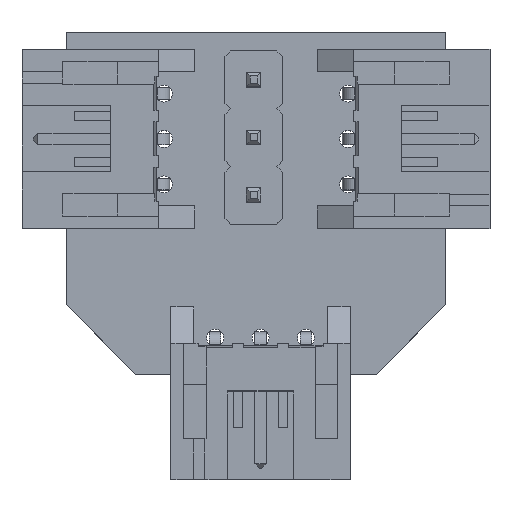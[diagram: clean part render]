
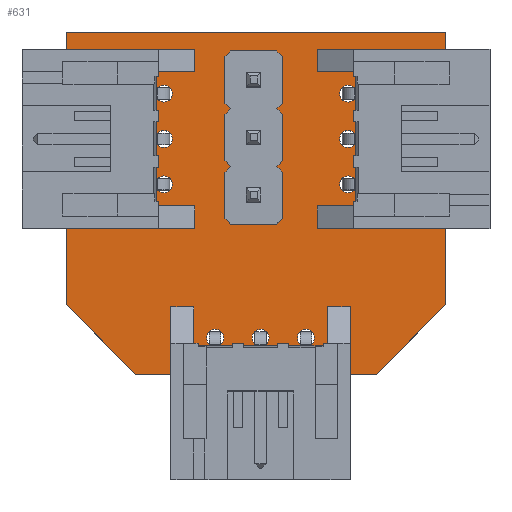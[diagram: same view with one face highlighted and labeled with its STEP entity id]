
A CAD part, top view. The second image highlights one B-rep face of the part: STEP entity #631.
In plain terms, the highlighted planar face has unit normal (0, 0, 1).
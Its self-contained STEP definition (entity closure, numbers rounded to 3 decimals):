
#54 = VERTEX_POINT('',#55);
#55 = CARTESIAN_POINT('',(146.7,-92.,0.));
#72 = VERTEX_POINT('',#73);
#73 = CARTESIAN_POINT('',(143.65,-95.05,0.));
#79 = EDGE_CURVE('',#54,#72,#80,.T.);
#80 = LINE('',#81,#82);
#81 = CARTESIAN_POINT('',(146.7,-92.,0.));
#82 = VECTOR('',#83,1.);
#83 = DIRECTION('',(-0.707,-0.707,0.));
#94 = VERTEX_POINT('',#95);
#95 = CARTESIAN_POINT('',(146.7,-80.,0.));
#110 = EDGE_CURVE('',#94,#54,#111,.T.);
#111 = LINE('',#112,#113);
#112 = CARTESIAN_POINT('',(146.7,-80.,0.));
#113 = VECTOR('',#114,1.);
#114 = DIRECTION('',(0.,-1.,0.));
#134 = VERTEX_POINT('',#135);
#135 = CARTESIAN_POINT('',(133.05,-95.05,0.));
#141 = EDGE_CURVE('',#72,#134,#142,.T.);
#142 = LINE('',#143,#144);
#143 = CARTESIAN_POINT('',(143.65,-95.05,0.));
#144 = VECTOR('',#145,1.);
#145 = DIRECTION('',(-1.,0.,0.));
#156 = VERTEX_POINT('',#157);
#157 = CARTESIAN_POINT('',(130.,-80.,0.));
#172 = EDGE_CURVE('',#156,#94,#173,.T.);
#173 = LINE('',#174,#175);
#174 = CARTESIAN_POINT('',(130.,-80.,0.));
#175 = VECTOR('',#176,1.);
#176 = DIRECTION('',(1.,0.,0.));
#187 = VERTEX_POINT('',#188);
#188 = CARTESIAN_POINT('',(130.,-92.,0.));
#203 = EDGE_CURVE('',#187,#134,#204,.T.);
#204 = LINE('',#205,#206);
#205 = CARTESIAN_POINT('',(130.,-92.,0.));
#206 = VECTOR('',#207,1.);
#207 = DIRECTION('',(0.707,-0.707,0.));
#225 = EDGE_CURVE('',#187,#156,#226,.T.);
#226 = LINE('',#227,#228);
#227 = CARTESIAN_POINT('',(130.,-92.,0.));
#228 = VECTOR('',#229,1.);
#229 = DIRECTION('',(0.,1.,0.));
#240 = VERTEX_POINT('',#241);
#241 = CARTESIAN_POINT('',(140.925,-93.45,0.));
#257 = EDGE_CURVE('',#240,#240,#258,.T.);
#258 = CIRCLE('',#259,0.375);
#259 = AXIS2_PLACEMENT_3D('',#260,#261,#262);
#260 = CARTESIAN_POINT('',(140.55,-93.45,0.));
#261 = DIRECTION('',(0.,0.,1.));
#262 = DIRECTION('',(1.,0.,-0.));
#273 = VERTEX_POINT('',#274);
#274 = CARTESIAN_POINT('',(138.925,-93.45,0.));
#290 = EDGE_CURVE('',#273,#273,#291,.T.);
#291 = CIRCLE('',#292,0.375);
#292 = AXIS2_PLACEMENT_3D('',#293,#294,#295);
#293 = CARTESIAN_POINT('',(138.55,-93.45,0.));
#294 = DIRECTION('',(0.,0.,1.));
#295 = DIRECTION('',(1.,0.,-0.));
#306 = VERTEX_POINT('',#307);
#307 = CARTESIAN_POINT('',(136.925,-93.45,0.));
#323 = EDGE_CURVE('',#306,#306,#324,.T.);
#324 = CIRCLE('',#325,0.375);
#325 = AXIS2_PLACEMENT_3D('',#326,#327,#328);
#326 = CARTESIAN_POINT('',(136.55,-93.45,0.));
#327 = DIRECTION('',(0.,0.,1.));
#328 = DIRECTION('',(1.,0.,-0.));
#339 = VERTEX_POINT('',#340);
#340 = CARTESIAN_POINT('',(142.775,-86.7,0.));
#356 = EDGE_CURVE('',#339,#339,#357,.T.);
#357 = CIRCLE('',#358,0.375);
#358 = AXIS2_PLACEMENT_3D('',#359,#360,#361);
#359 = CARTESIAN_POINT('',(142.4,-86.7,0.));
#360 = DIRECTION('',(0.,0.,1.));
#361 = DIRECTION('',(1.,0.,-0.));
#372 = VERTEX_POINT('',#373);
#373 = CARTESIAN_POINT('',(142.775,-84.7,0.));
#389 = EDGE_CURVE('',#372,#372,#390,.T.);
#390 = CIRCLE('',#391,0.375);
#391 = AXIS2_PLACEMENT_3D('',#392,#393,#394);
#392 = CARTESIAN_POINT('',(142.4,-84.7,0.));
#393 = DIRECTION('',(0.,0.,1.));
#394 = DIRECTION('',(1.,0.,-0.));
#405 = VERTEX_POINT('',#406);
#406 = CARTESIAN_POINT('',(142.775,-82.7,0.));
#422 = EDGE_CURVE('',#405,#405,#423,.T.);
#423 = CIRCLE('',#424,0.375);
#424 = AXIS2_PLACEMENT_3D('',#425,#426,#427);
#425 = CARTESIAN_POINT('',(142.4,-82.7,0.));
#426 = DIRECTION('',(0.,0.,1.));
#427 = DIRECTION('',(1.,0.,-0.));
#438 = VERTEX_POINT('',#439);
#439 = CARTESIAN_POINT('',(138.75,-87.14,0.));
#455 = EDGE_CURVE('',#438,#438,#456,.T.);
#456 = CIRCLE('',#457,0.5);
#457 = AXIS2_PLACEMENT_3D('',#458,#459,#460);
#458 = CARTESIAN_POINT('',(138.25,-87.14,0.));
#459 = DIRECTION('',(0.,0.,1.));
#460 = DIRECTION('',(1.,0.,-0.));
#471 = VERTEX_POINT('',#472);
#472 = CARTESIAN_POINT('',(134.675,-86.7,0.));
#488 = EDGE_CURVE('',#471,#471,#489,.T.);
#489 = CIRCLE('',#490,0.375);
#490 = AXIS2_PLACEMENT_3D('',#491,#492,#493);
#491 = CARTESIAN_POINT('',(134.3,-86.7,0.));
#492 = DIRECTION('',(0.,0.,1.));
#493 = DIRECTION('',(1.,0.,-0.));
#504 = VERTEX_POINT('',#505);
#505 = CARTESIAN_POINT('',(134.675,-84.7,0.));
#521 = EDGE_CURVE('',#504,#504,#522,.T.);
#522 = CIRCLE('',#523,0.375);
#523 = AXIS2_PLACEMENT_3D('',#524,#525,#526);
#524 = CARTESIAN_POINT('',(134.3,-84.7,0.));
#525 = DIRECTION('',(0.,0.,1.));
#526 = DIRECTION('',(1.,0.,-0.));
#537 = VERTEX_POINT('',#538);
#538 = CARTESIAN_POINT('',(138.75,-84.6,0.));
#554 = EDGE_CURVE('',#537,#537,#555,.T.);
#555 = CIRCLE('',#556,0.5);
#556 = AXIS2_PLACEMENT_3D('',#557,#558,#559);
#557 = CARTESIAN_POINT('',(138.25,-84.6,0.));
#558 = DIRECTION('',(0.,0.,1.));
#559 = DIRECTION('',(1.,0.,-0.));
#570 = VERTEX_POINT('',#571);
#571 = CARTESIAN_POINT('',(138.75,-82.06,0.));
#587 = EDGE_CURVE('',#570,#570,#588,.T.);
#588 = CIRCLE('',#589,0.5);
#589 = AXIS2_PLACEMENT_3D('',#590,#591,#592);
#590 = CARTESIAN_POINT('',(138.25,-82.06,0.));
#591 = DIRECTION('',(0.,0.,1.));
#592 = DIRECTION('',(1.,0.,-0.));
#603 = VERTEX_POINT('',#604);
#604 = CARTESIAN_POINT('',(134.675,-82.7,0.));
#620 = EDGE_CURVE('',#603,#603,#621,.T.);
#621 = CIRCLE('',#622,0.375);
#622 = AXIS2_PLACEMENT_3D('',#623,#624,#625);
#623 = CARTESIAN_POINT('',(134.3,-82.7,0.));
#624 = DIRECTION('',(0.,0.,1.));
#625 = DIRECTION('',(1.,0.,-0.));
#631 = ADVANCED_FACE('',(#632,#640,#643,#646,#649,#652,#655,#658,#661,
    #664,#667,#670,#673),#676,.F.);
#632 = FACE_BOUND('',#633,.F.);
#633 = EDGE_LOOP('',(#634,#635,#636,#637,#638,#639));
#634 = ORIENTED_EDGE('',*,*,#79,.T.);
#635 = ORIENTED_EDGE('',*,*,#141,.T.);
#636 = ORIENTED_EDGE('',*,*,#203,.F.);
#637 = ORIENTED_EDGE('',*,*,#225,.T.);
#638 = ORIENTED_EDGE('',*,*,#172,.T.);
#639 = ORIENTED_EDGE('',*,*,#110,.T.);
#640 = FACE_BOUND('',#641,.F.);
#641 = EDGE_LOOP('',(#642));
#642 = ORIENTED_EDGE('',*,*,#257,.T.);
#643 = FACE_BOUND('',#644,.F.);
#644 = EDGE_LOOP('',(#645));
#645 = ORIENTED_EDGE('',*,*,#290,.T.);
#646 = FACE_BOUND('',#647,.F.);
#647 = EDGE_LOOP('',(#648));
#648 = ORIENTED_EDGE('',*,*,#323,.T.);
#649 = FACE_BOUND('',#650,.F.);
#650 = EDGE_LOOP('',(#651));
#651 = ORIENTED_EDGE('',*,*,#356,.T.);
#652 = FACE_BOUND('',#653,.F.);
#653 = EDGE_LOOP('',(#654));
#654 = ORIENTED_EDGE('',*,*,#389,.T.);
#655 = FACE_BOUND('',#656,.F.);
#656 = EDGE_LOOP('',(#657));
#657 = ORIENTED_EDGE('',*,*,#422,.T.);
#658 = FACE_BOUND('',#659,.F.);
#659 = EDGE_LOOP('',(#660));
#660 = ORIENTED_EDGE('',*,*,#455,.T.);
#661 = FACE_BOUND('',#662,.F.);
#662 = EDGE_LOOP('',(#663));
#663 = ORIENTED_EDGE('',*,*,#488,.T.);
#664 = FACE_BOUND('',#665,.F.);
#665 = EDGE_LOOP('',(#666));
#666 = ORIENTED_EDGE('',*,*,#521,.T.);
#667 = FACE_BOUND('',#668,.F.);
#668 = EDGE_LOOP('',(#669));
#669 = ORIENTED_EDGE('',*,*,#554,.T.);
#670 = FACE_BOUND('',#671,.F.);
#671 = EDGE_LOOP('',(#672));
#672 = ORIENTED_EDGE('',*,*,#587,.T.);
#673 = FACE_BOUND('',#674,.F.);
#674 = EDGE_LOOP('',(#675));
#675 = ORIENTED_EDGE('',*,*,#620,.T.);
#676 = PLANE('',#677);
#677 = AXIS2_PLACEMENT_3D('',#678,#679,#680);
#678 = CARTESIAN_POINT('',(138.35,-87.012,0.));
#679 = DIRECTION('',(-0.,-0.,-1.));
#680 = DIRECTION('',(-1.,0.,0.));
